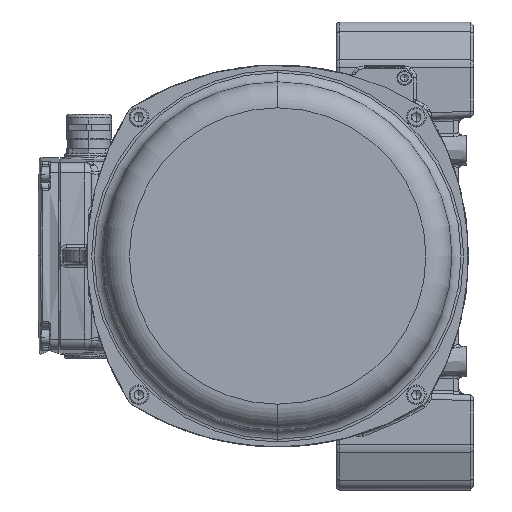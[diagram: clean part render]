
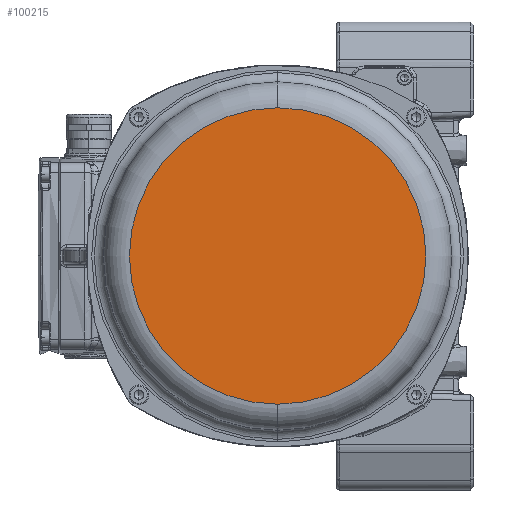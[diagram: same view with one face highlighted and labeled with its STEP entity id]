
A CAD part, left-side view. The second image highlights one B-rep face of the part: STEP entity #100215.
In plain terms, the highlighted planar face has unit normal (-1, 0, 0).
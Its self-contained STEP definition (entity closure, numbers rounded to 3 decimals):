
#14108 = CARTESIAN_POINT ( 'NONE',  ( -276.601, 8.396, -98.2 ) ) ;
#18164 = DIRECTION ( 'NONE',  ( -1., 0., 0. ) ) ;
#21886 = AXIS2_PLACEMENT_3D ( 'NONE', #148879, #18164, #170736 ) ;
#72166 = EDGE_LOOP ( 'NONE', ( #221746, #135252 ) ) ;
#72504 = FACE_OUTER_BOUND ( 'NONE', #72166, .T. ) ;
#76868 = CIRCLE ( 'NONE', #249257, 98.2 ) ;
#97321 = VERTEX_POINT ( 'NONE', #14108 ) ;
#100215 = ADVANCED_FACE ( 'NONE', ( #72504 ), #279312, .T. ) ;
#105942 = EDGE_CURVE ( 'NONE', #221995, #97321, #76868, .T. ) ;
#115684 = DIRECTION ( 'NONE',  ( 0., 0., -1. ) ) ;
#135252 = ORIENTED_EDGE ( 'NONE', *, *, #105942, .F. ) ;
#137685 = CARTESIAN_POINT ( 'NONE',  ( -276.601, 8.396, 0. ) ) ;
#148879 = CARTESIAN_POINT ( 'NONE',  ( -276.601, 8.396, 98.2 ) ) ;
#159563 = DIRECTION ( 'NONE',  ( 1., 0., 0. ) ) ;
#164780 = EDGE_CURVE ( 'NONE', #97321, #221995, #246166, .T. ) ;
#170736 = DIRECTION ( 'NONE',  ( 0., 0., 1. ) ) ;
#180123 = DIRECTION ( 'NONE',  ( 0., 0., -1. ) ) ;
#190936 = CARTESIAN_POINT ( 'NONE',  ( -276.601, 8.396, 98.2 ) ) ;
#201146 = DIRECTION ( 'NONE',  ( 1., 0., 0. ) ) ;
#221746 = ORIENTED_EDGE ( 'NONE', *, *, #164780, .F. ) ;
#221995 = VERTEX_POINT ( 'NONE', #190936 ) ;
#243985 = CARTESIAN_POINT ( 'NONE',  ( -276.601, 8.396, 0. ) ) ;
#246166 = CIRCLE ( 'NONE', #257332, 98.2 ) ;
#249257 = AXIS2_PLACEMENT_3D ( 'NONE', #243985, #201146, #180123 ) ;
#257332 = AXIS2_PLACEMENT_3D ( 'NONE', #137685, #159563, #115684 ) ;
#279312 = PLANE ( 'NONE',  #21886 ) ;
